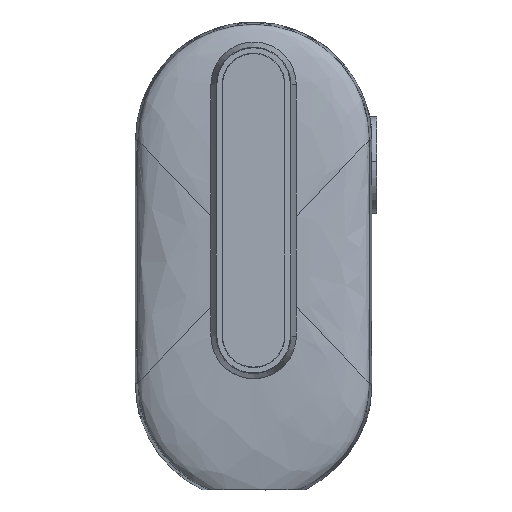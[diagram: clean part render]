
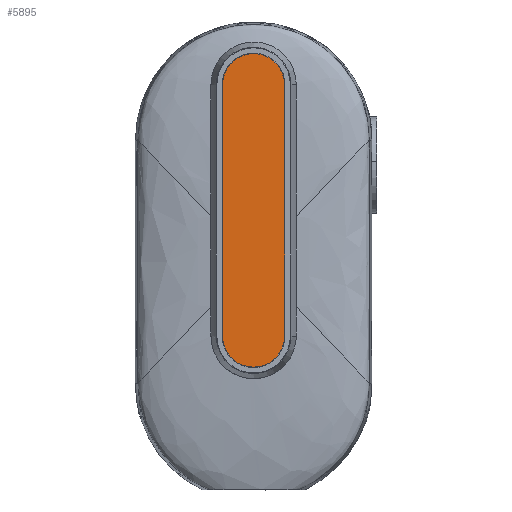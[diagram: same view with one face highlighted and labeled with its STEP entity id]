
A CAD part, top view. The second image highlights one B-rep face of the part: STEP entity #5895.
In plain terms, the highlighted planar face has unit normal (0, 0, 1).
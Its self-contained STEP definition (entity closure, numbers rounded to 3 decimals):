
#601 = DIRECTION ( 'NONE',  ( 0., 1., 0. ) ) ;
#3311 = CIRCLE ( 'NONE', #29340, 7.995 ) ;
#3408 = DIRECTION ( 'NONE',  ( 0., 0., -1. ) ) ;
#3739 = VERTEX_POINT ( 'NONE', #18018 ) ;
#3859 = LINE ( 'NONE', #23347, #4594 ) ;
#4594 = VECTOR ( 'NONE', #9268, 1000. ) ;
#5133 = DIRECTION ( 'NONE',  ( 0., 0., 1. ) ) ;
#5174 = DIRECTION ( 'NONE',  ( 0., 1., 0. ) ) ;
#5895 = ADVANCED_FACE ( 'NONE', ( #28768 ), #11598, .T. ) ;
#6853 = ORIENTED_EDGE ( 'NONE', *, *, #7785, .F. ) ;
#6893 = VERTEX_POINT ( 'NONE', #14664 ) ;
#7404 = LINE ( 'NONE', #23454, #13105 ) ;
#7785 = EDGE_CURVE ( 'NONE', #13581, #3739, #3311, .T. ) ;
#8307 = ORIENTED_EDGE ( 'NONE', *, *, #26916, .F. ) ;
#8344 = VERTEX_POINT ( 'NONE', #24706 ) ;
#9268 = DIRECTION ( 'NONE',  ( 0., -1., 0. ) ) ;
#9406 = EDGE_LOOP ( 'NONE', ( #8307, #14439, #26621, #25787, #6853 ) ) ;
#11598 = PLANE ( 'NONE',  #21484 ) ;
#12388 = CARTESIAN_POINT ( 'NONE',  ( -6.995, 32.5, -0.1 ) ) ;
#12927 = EDGE_CURVE ( 'NONE', #3739, #6893, #19931, .T. ) ;
#13105 = VECTOR ( 'NONE', #19036, 1000. ) ;
#13581 = VERTEX_POINT ( 'NONE', #12388 ) ;
#14439 = ORIENTED_EDGE ( 'NONE', *, *, #19066, .F. ) ;
#14664 = CARTESIAN_POINT ( 'NONE',  ( 8.995, 32.5, -0.1 ) ) ;
#15303 = AXIS2_PLACEMENT_3D ( 'NONE', #28147, #21362, #16836 ) ;
#16836 = DIRECTION ( 'NONE',  ( 0., 1., 0. ) ) ;
#18018 = CARTESIAN_POINT ( 'NONE',  ( 1., 40.495, -0.1 ) ) ;
#18615 = DIRECTION ( 'NONE',  ( 0., 0., -1. ) ) ;
#18814 = CARTESIAN_POINT ( 'NONE',  ( 1., 32.5, -0.1 ) ) ;
#19036 = DIRECTION ( 'NONE',  ( 0., 1., 0. ) ) ;
#19066 = EDGE_CURVE ( 'NONE', #27203, #8344, #24935, .T. ) ;
#19931 = CIRCLE ( 'NONE', #15303, 7.995 ) ;
#21362 = DIRECTION ( 'NONE',  ( 0., 0., -1. ) ) ;
#21484 = AXIS2_PLACEMENT_3D ( 'NONE', #27889, #5133, #601 ) ;
#21939 = CARTESIAN_POINT ( 'NONE',  ( 8.995, -32.5, -0.1 ) ) ;
#23347 = CARTESIAN_POINT ( 'NONE',  ( 8.995, 0., -0.1 ) ) ;
#23454 = CARTESIAN_POINT ( 'NONE',  ( -6.995, 0., -0.1 ) ) ;
#23939 = DIRECTION ( 'NONE',  ( 1., 0., 0. ) ) ;
#24706 = CARTESIAN_POINT ( 'NONE',  ( -6.995, -32.5, -0.1 ) ) ;
#24935 = CIRCLE ( 'NONE', #28365, 7.995 ) ;
#25787 = ORIENTED_EDGE ( 'NONE', *, *, #12927, .F. ) ;
#26157 = CARTESIAN_POINT ( 'NONE',  ( 1., -32.5, -0.1 ) ) ;
#26621 = ORIENTED_EDGE ( 'NONE', *, *, #26745, .F. ) ;
#26745 = EDGE_CURVE ( 'NONE', #6893, #27203, #3859, .T. ) ;
#26916 = EDGE_CURVE ( 'NONE', #8344, #13581, #7404, .T. ) ;
#27203 = VERTEX_POINT ( 'NONE', #21939 ) ;
#27889 = CARTESIAN_POINT ( 'NONE',  ( 1., 0., -0.1 ) ) ;
#28147 = CARTESIAN_POINT ( 'NONE',  ( 1., 32.5, -0.1 ) ) ;
#28365 = AXIS2_PLACEMENT_3D ( 'NONE', #26157, #3408, #23939 ) ;
#28768 = FACE_OUTER_BOUND ( 'NONE', #9406, .T. ) ;
#29340 = AXIS2_PLACEMENT_3D ( 'NONE', #18814, #18615, #5174 ) ;
